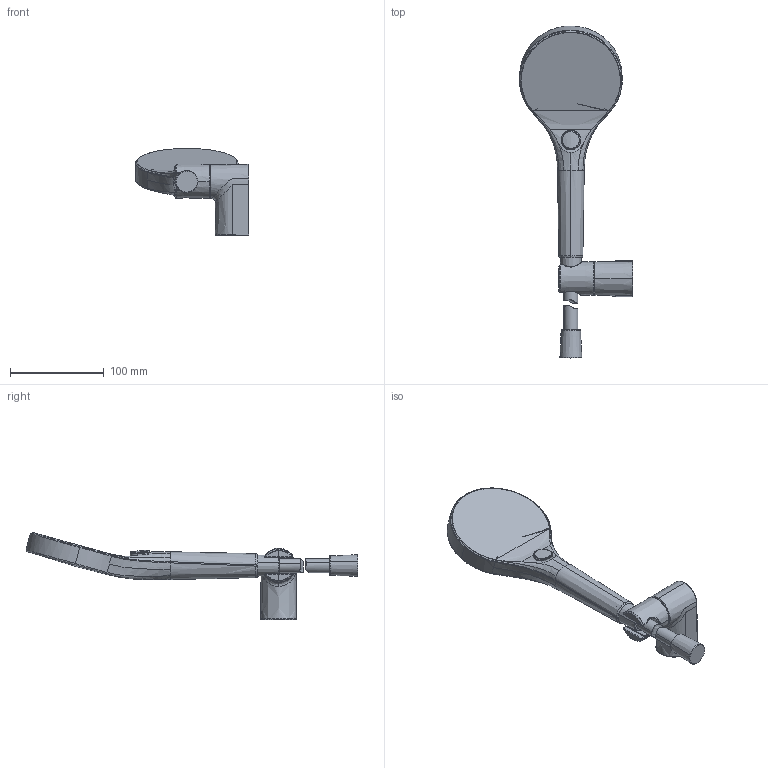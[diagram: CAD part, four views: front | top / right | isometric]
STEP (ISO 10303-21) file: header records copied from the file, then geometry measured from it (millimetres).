
FILE_DESCRIPTION (( 'STEP AP203' ), '1' );
FILE_NAME ('2795N(2023)+2795N-33(2023)+44170220(2023)+4417022033(2023).STEP', '2023-01-30T07:37:26', ( '' ), ( '' ), 'SwSTEP 2.0', 'SolidWorks 2016', '' );
FILE_SCHEMA (( 'CONFIG_CONTROL_DESIGN' ));
Length unit declared in the file: millimetre
Products named in the file (1): 2795N(2023)+2795N-33(2023)+44170220(2023)+4417022033(2023)
Bounding box: 120.45 x 353.37 x 92.76 mm (x, y, z)
Surface area: 65843.1 mm2 (no closed solid volume)
Topology: 0 solids, 6 shells, 171 faces, 433 edges, 264 vertices
Faces by surface type: bspline 98, torus 21, cone 19, cylinder 15, plane 12, sphere 6
Entity records: 16593 total; most frequent: CARTESIAN_POINT 13307, ORIENTED_EDGE 834, EDGE_CURVE 422, DIRECTION 403, VERTEX_POINT 265, B_SPLINE_CURVE_WITH_KNOTS 263, AXIS2_PLACEMENT_3D 182, EDGE_LOOP 174
